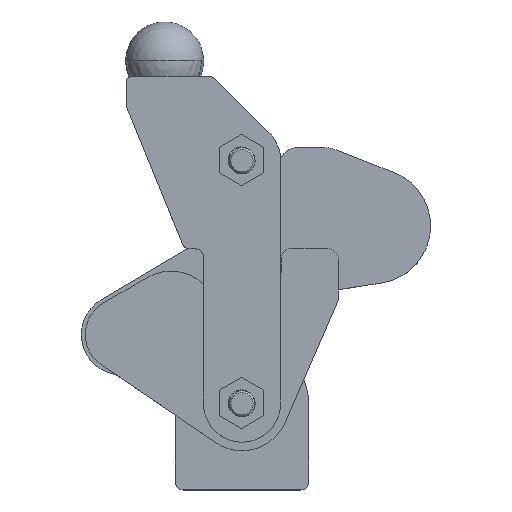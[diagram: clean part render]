
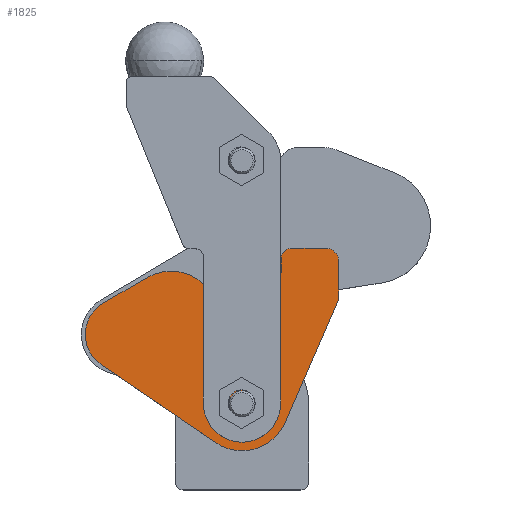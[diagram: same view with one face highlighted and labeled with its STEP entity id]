
A CAD part, top view. The second image highlights one B-rep face of the part: STEP entity #1825.
In plain terms, the highlighted planar face has unit normal (0, 0, 1).
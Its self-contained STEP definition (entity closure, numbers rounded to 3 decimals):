
#553=CARTESIAN_POINT('',(206.011,441.081,34.));
#554=VERTEX_POINT('',#553);
#570=CARTESIAN_POINT('',(189.469,445.137,34.));
#571=VERTEX_POINT('',#570);
#578=CARTESIAN_POINT('',(200.681,455.102,34.));
#579=DIRECTION('',(0.,0.,1.));
#580=DIRECTION('',(0.355,-0.935,0.));
#581=AXIS2_PLACEMENT_3D('',#578,#579,#580);
#582=CIRCLE('',#581,15.);
#583=EDGE_CURVE('',#571,#554,#582,.T.);
#595=CARTESIAN_POINT('',(178.544,454.115,34.0));
#596=VERTEX_POINT('',#595);
#612=CARTESIAN_POINT('',(164.504,452.429,34.0));
#613=VERTEX_POINT('',#612);
#620=CARTESIAN_POINT('',(173.497,436.837,34.0));
#621=DIRECTION('',(0.,0.,-1.));
#622=DIRECTION('',(0.28,0.96,0.));
#623=AXIS2_PLACEMENT_3D('',#620,#621,#622);
#624=CIRCLE('',#623,18.);
#625=EDGE_CURVE('',#613,#596,#624,.T.);
#637=CARTESIAN_POINT('',(140.691,431.126,34.0));
#638=VERTEX_POINT('',#637);
#654=CARTESIAN_POINT('',(146.798,419.032,34.0));
#655=VERTEX_POINT('',#654);
#662=CARTESIAN_POINT('',(154.681,430.602,34.0));
#663=DIRECTION('',(0.,0.,-1.0));
#664=DIRECTION('',(-0.999,0.037,0.));
#665=AXIS2_PLACEMENT_3D('',#662,#663,#664);
#666=CIRCLE('',#665,14.);
#667=EDGE_CURVE('',#655,#638,#666,.T.);
#679=CARTESIAN_POINT('',(205.681,386.81,34.));
#680=VERTEX_POINT('',#679);
#696=CARTESIAN_POINT('',(217.19,396.93,34.));
#697=VERTEX_POINT('',#696);
#704=CARTESIAN_POINT('',(200.681,404.102,34.));
#705=DIRECTION('',(0.,0.,-1.0));
#706=DIRECTION('',(0.278,-0.961,0.));
#707=AXIS2_PLACEMENT_3D('',#704,#705,#706);
#708=CIRCLE('',#707,18.);
#709=EDGE_CURVE('',#697,#680,#708,.T.);
#721=CARTESIAN_POINT('',(236.216,462.137,34.));
#722=VERTEX_POINT('',#721);
#738=CARTESIAN_POINT('',(232.681,463.602,34.));
#739=VERTEX_POINT('',#738);
#746=CARTESIAN_POINT('',(232.681,458.602,34.));
#747=DIRECTION('',(0.,0.,-1.));
#748=DIRECTION('',(0.707,0.707,0.));
#749=AXIS2_PLACEMENT_3D('',#746,#747,#748);
#750=CIRCLE('',#749,5.);
#751=EDGE_CURVE('',#739,#722,#750,.T.);
#763=CARTESIAN_POINT('',(216.852,462.43,34.));
#764=VERTEX_POINT('',#763);
#780=CARTESIAN_POINT('',(215.681,459.602,34.));
#781=VERTEX_POINT('',#780);
#788=CARTESIAN_POINT('',(219.681,459.602,34.));
#789=DIRECTION('',(0.,0.,-1.));
#790=DIRECTION('',(-0.707,0.707,0.));
#791=AXIS2_PLACEMENT_3D('',#788,#789,#790);
#792=CIRCLE('',#791,4.);
#793=EDGE_CURVE('',#781,#764,#792,.T.);
#803=CARTESIAN_POINT('',(205.681,404.102,34.));
#804=VERTEX_POINT('',#803);
#813=CARTESIAN_POINT('',(195.681,404.102,34.));
#814=VERTEX_POINT('',#813);
#815=CARTESIAN_POINT('',(200.681,404.102,34.));
#816=DIRECTION('',(0.0,0.0,-1.0));
#817=DIRECTION('',(1.0,0.0,0.0));
#818=AXIS2_PLACEMENT_3D('',#815,#816,#817);
#819=CIRCLE('',#818,5.0);
#820=EDGE_CURVE('',#814,#804,#819,.T.);
#1422=CARTESIAN_POINT('',(200.681,404.102,34.));
#1423=DIRECTION('',(0.0,0.0,-1.0));
#1424=DIRECTION('',(1.0,0.0,0.0));
#1425=AXIS2_PLACEMENT_3D('',#1422,#1423,#1424);
#1426=CIRCLE('',#1425,5.0);
#1427=EDGE_CURVE('',#804,#814,#1426,.T.);
#1438=CARTESIAN_POINT('',(219.681,463.602,34.));
#1439=VERTEX_POINT('',#1438);
#1440=CARTESIAN_POINT('',(219.681,459.602,34.));
#1441=DIRECTION('',(0.,0.,-1.));
#1442=DIRECTION('',(-0.707,0.707,0.));
#1443=AXIS2_PLACEMENT_3D('',#1440,#1441,#1442);
#1444=CIRCLE('',#1443,4.);
#1445=EDGE_CURVE('',#764,#1439,#1444,.T.);
#1470=CARTESIAN_POINT('',(219.681,463.602,34.));
#1471=DIRECTION('',(1.0,0.0,0.0));
#1472=VECTOR('',#1471,13.);
#1473=LINE('',#1470,#1472);
#1474=EDGE_CURVE('',#1439,#739,#1473,.T.);
#1493=CARTESIAN_POINT('',(237.681,458.602,34.));
#1494=VERTEX_POINT('',#1493);
#1495=CARTESIAN_POINT('',(232.681,458.602,34.));
#1496=DIRECTION('',(0.,0.,-1.));
#1497=DIRECTION('',(0.707,0.707,0.));
#1498=AXIS2_PLACEMENT_3D('',#1495,#1496,#1497);
#1499=CIRCLE('',#1498,5.);
#1500=EDGE_CURVE('',#722,#1494,#1499,.T.);
#1525=CARTESIAN_POINT('',(237.681,444.102,34.));
#1526=VERTEX_POINT('',#1525);
#1527=CARTESIAN_POINT('',(237.681,458.602,34.));
#1528=DIRECTION('',(0.0,-1.0,0.0));
#1529=VECTOR('',#1528,14.5);
#1530=LINE('',#1527,#1529);
#1531=EDGE_CURVE('',#1494,#1526,#1530,.T.);
#1556=CARTESIAN_POINT('',(237.681,444.102,34.));
#1557=DIRECTION('',(-0.398,-0.917,0.0));
#1558=VECTOR('',#1557,51.43);
#1559=LINE('',#1556,#1558);
#1560=EDGE_CURVE('',#1526,#697,#1559,.T.);
#1579=CARTESIAN_POINT('',(190.546,389.226,34.));
#1580=VERTEX_POINT('',#1579);
#1581=CARTESIAN_POINT('',(200.681,404.102,34.));
#1582=DIRECTION('',(0.,0.,-1.0));
#1583=DIRECTION('',(0.278,-0.961,0.));
#1584=AXIS2_PLACEMENT_3D('',#1581,#1582,#1583);
#1585=CIRCLE('',#1584,18.);
#1586=EDGE_CURVE('',#680,#1580,#1585,.T.);
#1611=CARTESIAN_POINT('',(190.546,389.226,34.));
#1612=DIRECTION('',(-0.826,0.563,0.));
#1613=VECTOR('',#1612,52.936);
#1614=LINE('',#1611,#1613);
#1615=EDGE_CURVE('',#1580,#655,#1614,.T.);
#1634=CARTESIAN_POINT('',(147.686,442.729,34.0));
#1635=VERTEX_POINT('',#1634);
#1636=CARTESIAN_POINT('',(154.681,430.602,34.0));
#1637=DIRECTION('',(0.,0.,-1.0));
#1638=DIRECTION('',(-0.999,0.037,0.));
#1639=AXIS2_PLACEMENT_3D('',#1636,#1637,#1638);
#1640=CIRCLE('',#1639,14.);
#1641=EDGE_CURVE('',#638,#1635,#1640,.T.);
#1666=CARTESIAN_POINT('',(147.686,442.729,34.0));
#1667=DIRECTION('',(0.866,0.5,0.0));
#1668=VECTOR('',#1667,19.415);
#1669=LINE('',#1666,#1668);
#1670=EDGE_CURVE('',#1635,#613,#1669,.T.);
#1689=CARTESIAN_POINT('',(173.497,436.837,34.0));
#1690=DIRECTION('',(0.,0.,-1.));
#1691=DIRECTION('',(0.28,0.96,0.));
#1692=AXIS2_PLACEMENT_3D('',#1689,#1690,#1691);
#1693=CIRCLE('',#1692,18.);
#1694=EDGE_CURVE('',#596,#571,#1693,.T.);
#1713=CARTESIAN_POINT('',(215.681,455.102,34.));
#1714=VERTEX_POINT('',#1713);
#1715=CARTESIAN_POINT('',(200.681,455.102,34.));
#1716=DIRECTION('',(0.,0.,1.));
#1717=DIRECTION('',(0.355,-0.935,0.));
#1718=AXIS2_PLACEMENT_3D('',#1715,#1716,#1717);
#1719=CIRCLE('',#1718,15.);
#1720=EDGE_CURVE('',#554,#1714,#1719,.T.);
#1745=CARTESIAN_POINT('',(215.681,455.102,34.));
#1746=DIRECTION('',(0.0,1.0,0.0));
#1747=VECTOR('',#1746,4.5);
#1748=LINE('',#1745,#1747);
#1749=EDGE_CURVE('',#1714,#781,#1748,.T.);
#1796=CARTESIAN_POINT('',(215.681,459.602,34.));
#1797=DIRECTION('',(0.0,0.0,1.0));
#1798=DIRECTION('',(1.0,0.0,0.0));
#1799=AXIS2_PLACEMENT_3D('',#1796,#1797,#1798);
#1800=PLANE('',#1799);
#1801=ORIENTED_EDGE('',*,*,#793,.F.);
#1802=ORIENTED_EDGE('',*,*,#1749,.F.);
#1803=ORIENTED_EDGE('',*,*,#1720,.F.);
#1804=ORIENTED_EDGE('',*,*,#583,.F.);
#1805=ORIENTED_EDGE('',*,*,#1694,.F.);
#1806=ORIENTED_EDGE('',*,*,#625,.F.);
#1807=ORIENTED_EDGE('',*,*,#1670,.F.);
#1808=ORIENTED_EDGE('',*,*,#1641,.F.);
#1809=ORIENTED_EDGE('',*,*,#667,.F.);
#1810=ORIENTED_EDGE('',*,*,#1615,.F.);
#1811=ORIENTED_EDGE('',*,*,#1586,.F.);
#1812=ORIENTED_EDGE('',*,*,#709,.F.);
#1813=ORIENTED_EDGE('',*,*,#1560,.F.);
#1814=ORIENTED_EDGE('',*,*,#1531,.F.);
#1815=ORIENTED_EDGE('',*,*,#1500,.F.);
#1816=ORIENTED_EDGE('',*,*,#751,.F.);
#1817=ORIENTED_EDGE('',*,*,#1474,.F.);
#1818=ORIENTED_EDGE('',*,*,#1445,.F.);
#1819=EDGE_LOOP('',(#1801,#1802,#1803,#1804,#1805,#1806,#1807,#1808,#1809,#1810,#1811,#1812,#1813,#1814,#1815,#1816,#1817,#1818));
#1820=FACE_OUTER_BOUND('',#1819,.T.);
#1821=ORIENTED_EDGE('',*,*,#1427,.T.);
#1822=ORIENTED_EDGE('',*,*,#820,.T.);
#1823=EDGE_LOOP('',(#1821,#1822));
#1824=FACE_BOUND('',#1823,.T.);
#1825=ADVANCED_FACE('',(#1820,#1824),#1800,.T.);
